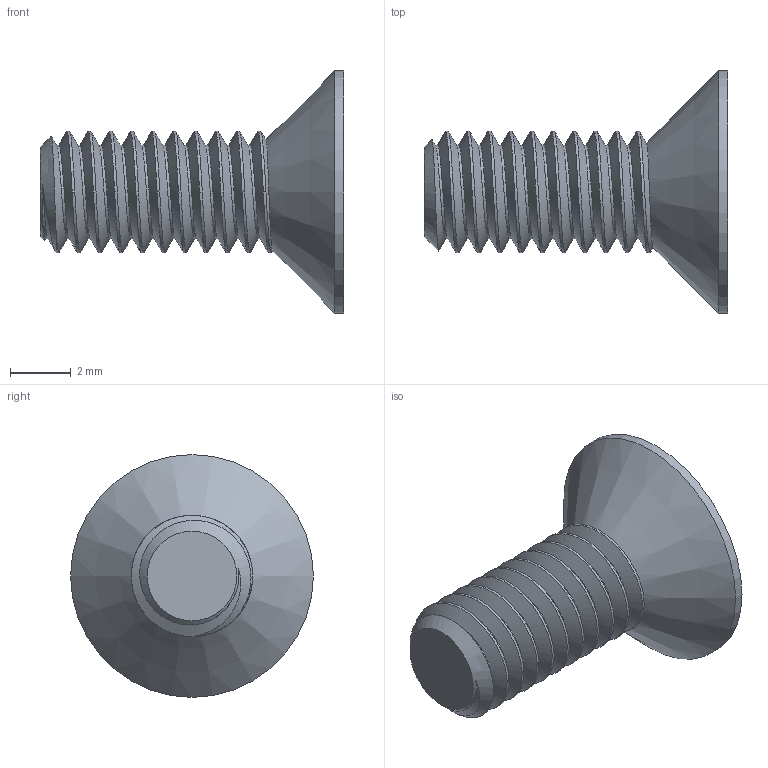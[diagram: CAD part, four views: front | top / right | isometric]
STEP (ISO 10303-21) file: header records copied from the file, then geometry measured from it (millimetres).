
FILE_DESCRIPTION(/* description */ (''),/* implementation_level */ '2;1');
FILE_NAME(/* name */ 'M4x10FHCS-0 v1.step',/* time_stamp */ '2020-09-14T14:12:53-04:00',/* author */ (''),/* organization */ (''),/* preprocessor_version */ 'ST-DEVELOPER v18.1',/* originating_system */ 'Autodesk Translation Framework v9.3.0.1241',/* authorisation */ '');
FILE_SCHEMA (('AUTOMOTIVE_DESIGN { 1 0 10303 214 3 1 1 }'));
Length unit declared in the file: millimetre
Products named in the file (2): M4x10FHCS-0; 92125A190
Assembly tree (1 placements, depth 2):
  M4x10FHCS-0
    92125A190
Bounding box: 10 x 8 x 8 mm (x, y, z)
Volume: 141.4 mm3; surface area: 279.4 mm2
Topology: 1 solids, 1 shells, 43 faces, 105 edges, 65 vertices
Faces by surface type: cylinder 23, cone 9, plane 9, bspline 2
Full cylindrical faces by diameter (mm): 3.091 x9, 4 x9, 8 x1
Entity records: 3514 total; most frequent: CARTESIAN_POINT 2564, ORIENTED_EDGE 210, DIRECTION 150, EDGE_CURVE 105, VERTEX_POINT 65, AXIS2_PLACEMENT_3D 57, B_SPLINE_CURVE_WITH_KNOTS 50, EDGE_LOOP 44
